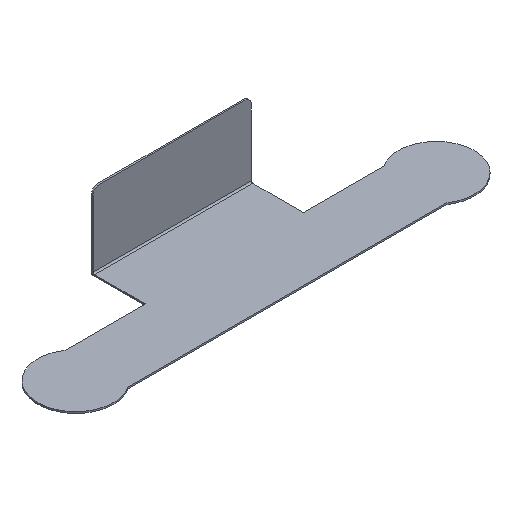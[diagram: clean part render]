
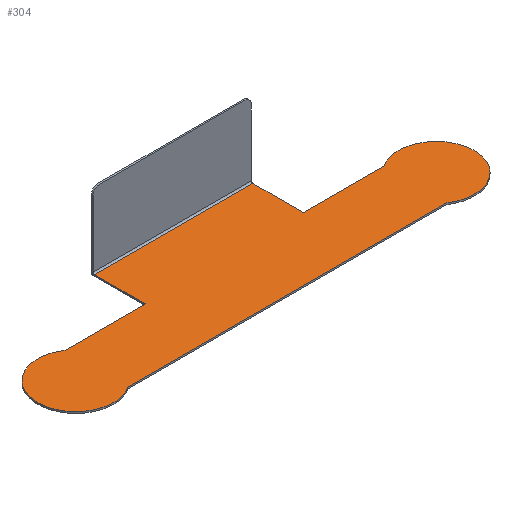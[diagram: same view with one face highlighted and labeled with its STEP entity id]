
A CAD part, isometric view. The second image highlights one B-rep face of the part: STEP entity #304.
In plain terms, the highlighted planar face has unit normal (0, 0, 1).
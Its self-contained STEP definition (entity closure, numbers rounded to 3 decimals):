
#24=PLANE('',#352);
#40=FACE_OUTER_BOUND('',#56,.T.);
#56=EDGE_LOOP('',(#275,#276,#277,#278,#279,#280,#281,#282));
#60=LINE('',#457,#90);
#72=LINE('',#489,#102);
#75=LINE('',#495,#105);
#82=LINE('',#516,#112);
#83=LINE('',#519,#113);
#86=LINE('',#526,#116);
#90=VECTOR('',#368,10.);
#102=VECTOR('',#394,10.);
#105=VECTOR('',#403,10.);
#112=VECTOR('',#426,10.);
#113=VECTOR('',#429,10.);
#116=VECTOR('',#438,10.);
#127=CIRCLE('',#346,6.);
#128=CIRCLE('',#350,6.);
#134=VERTEX_POINT('',#454);
#135=VERTEX_POINT('',#456);
#147=VERTEX_POINT('',#486);
#148=VERTEX_POINT('',#488);
#153=VERTEX_POINT('',#510);
#154=VERTEX_POINT('',#512);
#155=VERTEX_POINT('',#518);
#156=VERTEX_POINT('',#522);
#163=EDGE_CURVE('',#135,#134,#60,.T.);
#179=EDGE_CURVE('',#148,#147,#72,.T.);
#183=EDGE_CURVE('',#148,#134,#75,.T.);
#191=EDGE_CURVE('',#154,#153,#127,.T.);
#193=EDGE_CURVE('',#147,#154,#82,.T.);
#194=EDGE_CURVE('',#155,#135,#83,.T.);
#196=EDGE_CURVE('',#156,#155,#128,.T.);
#198=EDGE_CURVE('',#153,#156,#86,.T.);
#275=ORIENTED_EDGE('',*,*,#183,.F.);
#276=ORIENTED_EDGE('',*,*,#179,.T.);
#277=ORIENTED_EDGE('',*,*,#193,.T.);
#278=ORIENTED_EDGE('',*,*,#191,.T.);
#279=ORIENTED_EDGE('',*,*,#198,.T.);
#280=ORIENTED_EDGE('',*,*,#196,.T.);
#281=ORIENTED_EDGE('',*,*,#194,.T.);
#282=ORIENTED_EDGE('',*,*,#163,.T.);
#304=ADVANCED_FACE('',(#40),#24,.T.);
#346=AXIS2_PLACEMENT_3D('',#513,#421,#422);
#350=AXIS2_PLACEMENT_3D('',#523,#433,#434);
#352=AXIS2_PLACEMENT_3D('',#527,#439,#440);
#368=DIRECTION('',(0.,1.,0.));
#394=DIRECTION('',(0.,-1.,0.));
#403=DIRECTION('',(1.,0.,0.));
#421=DIRECTION('center_axis',(0.,0.,1.));
#422=DIRECTION('ref_axis',(-0.553,-0.833,0.));
#426=DIRECTION('',(-1.,0.,0.));
#429=DIRECTION('',(-1.,0.,0.));
#433=DIRECTION('center_axis',(0.,0.,1.));
#434=DIRECTION('ref_axis',(0.553,0.833,0.));
#438=DIRECTION('',(1.,0.,0.));
#439=DIRECTION('center_axis',(0.,0.,1.));
#440=DIRECTION('ref_axis',(1.,0.,0.));
#454=CARTESIAN_POINT('',(22.,13.,0.25));
#456=CARTESIAN_POINT('',(22.,5.,0.25));
#457=CARTESIAN_POINT('',(22.,25.,0.25));
#486=CARTESIAN_POINT('',(-3.,5.,0.25));
#488=CARTESIAN_POINT('',(-3.,13.,0.25));
#489=CARTESIAN_POINT('',(-3.,5.,0.25));
#495=CARTESIAN_POINT('',(9.5,13.,0.25));
#510=CARTESIAN_POINT('',(-15.683,-5.,0.25));
#512=CARTESIAN_POINT('',(-15.683,5.,0.25));
#513=CARTESIAN_POINT('Origin',(-19.,0.,0.25));
#516=CARTESIAN_POINT('',(-15.683,5.,0.25));
#518=CARTESIAN_POINT('',(34.683,5.,0.25));
#519=CARTESIAN_POINT('',(22.,5.,0.25));
#522=CARTESIAN_POINT('',(34.683,-5.,0.25));
#523=CARTESIAN_POINT('Origin',(38.,0.,0.25));
#526=CARTESIAN_POINT('',(34.683,-5.,0.25));
#527=CARTESIAN_POINT('Origin',(9.5,6.126,0.25));
